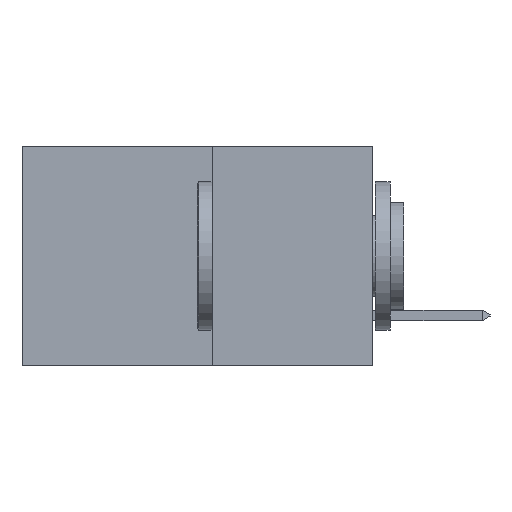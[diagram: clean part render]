
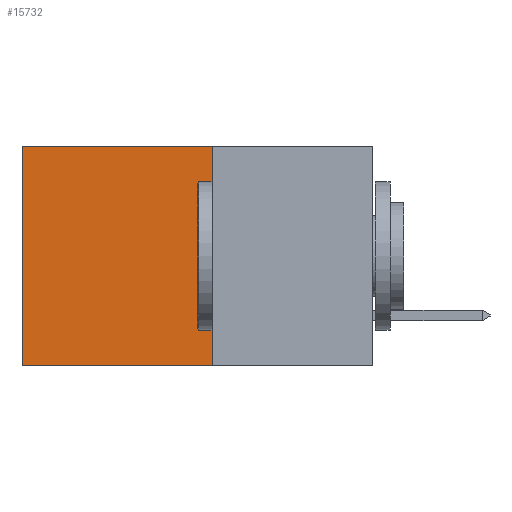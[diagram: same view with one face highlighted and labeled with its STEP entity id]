
A CAD part, left-side view. The second image highlights one B-rep face of the part: STEP entity #15732.
In plain terms, the highlighted planar face has unit normal (-1, 0, 0).
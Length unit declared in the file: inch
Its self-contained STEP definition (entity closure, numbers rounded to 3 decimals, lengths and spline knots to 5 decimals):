
#87 = CARTESIAN_POINT ( 'NONE',  ( 0.277, 0.27, 0. ) ) ;
#91 = VERTEX_POINT ( 'NONE', #15018 ) ;
#499 = VERTEX_POINT ( 'NONE', #3404 ) ;
#662 = EDGE_CURVE ( 'NONE', #499, #1160, #7470, .T. ) ;
#1067 = EDGE_CURVE ( 'NONE', #2104, #91, #11484, .T. ) ;
#1113 = FACE_OUTER_BOUND ( 'NONE', #11762, .T. ) ;
#1160 = VERTEX_POINT ( 'NONE', #10618 ) ;
#1415 = EDGE_CURVE ( 'NONE', #91, #1160, #8575, .T. ) ;
#2104 = VERTEX_POINT ( 'NONE', #87 ) ;
#2423 = CARTESIAN_POINT ( 'NONE',  ( 0.277, 0.27, -0.37 ) ) ;
#3404 = CARTESIAN_POINT ( 'NONE',  ( 0.277, 0.27, -0.37 ) ) ;
#3463 = PLANE ( 'NONE',  #4006 ) ;
#3723 = DIRECTION ( 'NONE',  ( 0., 0., -1. ) ) ;
#4006 = AXIS2_PLACEMENT_3D ( 'NONE', #13151, #11991, #4715 ) ;
#4715 = DIRECTION ( 'NONE',  ( 0., 0., -1. ) ) ;
#4968 = ORIENTED_EDGE ( 'NONE', *, *, #662, .F. ) ;
#6433 = CARTESIAN_POINT ( 'NONE',  ( 0.277, 0.27, -0.37 ) ) ;
#7207 = DIRECTION ( 'NONE',  ( 0., 0., -1. ) ) ;
#7470 = LINE ( 'NONE', #6433, #10362 ) ;
#8575 = LINE ( 'NONE', #11438, #14579 ) ;
#10362 = VECTOR ( 'NONE', #11057, 39.37008 ) ;
#10618 = CARTESIAN_POINT ( 'NONE',  ( 0.277, 0.59, -0.37 ) ) ;
#11057 = DIRECTION ( 'NONE',  ( 0., 1., 0. ) ) ;
#11088 = VECTOR ( 'NONE', #14765, 39.37008 ) ;
#11140 = ORIENTED_EDGE ( 'NONE', *, *, #1415, .T. ) ;
#11283 = VECTOR ( 'NONE', #3723, 39.37008 ) ;
#11438 = CARTESIAN_POINT ( 'NONE',  ( 0.277, 0.59, -0.37 ) ) ;
#11484 = LINE ( 'NONE', #12710, #11088 ) ;
#11622 = ORIENTED_EDGE ( 'NONE', *, *, #1067, .T. ) ;
#11762 = EDGE_LOOP ( 'NONE', ( #11140, #4968, #13816, #11622 ) ) ;
#11991 = DIRECTION ( 'NONE',  ( 1., 0., 0. ) ) ;
#12364 = EDGE_CURVE ( 'NONE', #2104, #499, #14398, .T. ) ;
#12710 = CARTESIAN_POINT ( 'NONE',  ( 0.277, 0.27, 0. ) ) ;
#13151 = CARTESIAN_POINT ( 'NONE',  ( 0.277, 0.27, -0.37 ) ) ;
#13816 = ORIENTED_EDGE ( 'NONE', *, *, #12364, .F. ) ;
#14398 = LINE ( 'NONE', #2423, #11283 ) ;
#14579 = VECTOR ( 'NONE', #7207, 39.37008 ) ;
#14765 = DIRECTION ( 'NONE',  ( 0., 1., 0. ) ) ;
#15018 = CARTESIAN_POINT ( 'NONE',  ( 0.277, 0.59, 0. ) ) ;
#15732 = ADVANCED_FACE ( 'NONE', ( #1113 ), #3463, .F. ) ;
